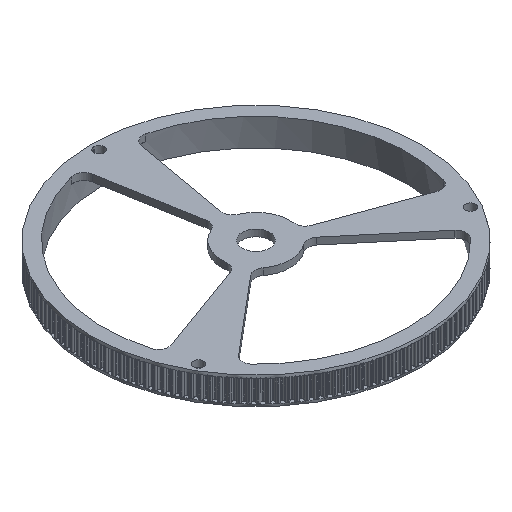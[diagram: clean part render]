
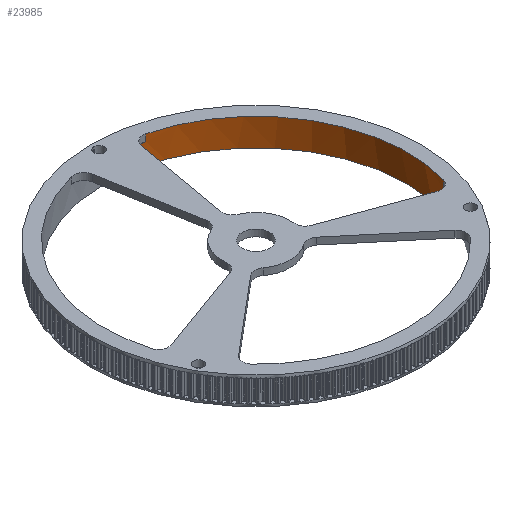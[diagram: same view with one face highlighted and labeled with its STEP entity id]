
A CAD part, isometric view. The second image highlights one B-rep face of the part: STEP entity #23985.
In plain terms, the highlighted cylindrical face has radius 44.5 mm (diameter 89 mm), a partial arc.
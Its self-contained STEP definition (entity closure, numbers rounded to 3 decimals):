
#945=FACE_OUTER_BOUND('',#2334,.T.);
#2334=EDGE_LOOP('',(#15973,#15974,#15975,#15976,#15977,#15978,#15979,#15980));
#3878=LINE('',#36390,#6037);
#3882=LINE('',#36404,#6041);
#3892=LINE('',#36433,#6051);
#3893=LINE('',#36437,#6052);
#6037=VECTOR('',#28347,10.);
#6041=VECTOR('',#28359,10.);
#6051=VECTOR('',#28389,10.);
#6052=VECTOR('',#28392,10.);
#8199=CIRCLE('',#25400,44.5);
#8202=CIRCLE('',#25404,44.5);
#8203=CIRCLE('',#25405,44.5);
#8204=CIRCLE('',#25406,44.5);
#9752=VERTEX_POINT('',#36386);
#9753=VERTEX_POINT('',#36388);
#9758=VERTEX_POINT('',#36401);
#9759=VERTEX_POINT('',#36403);
#9767=VERTEX_POINT('',#36430);
#9768=VERTEX_POINT('',#36432);
#9769=VERTEX_POINT('',#36434);
#9770=VERTEX_POINT('',#36436);
#12226=EDGE_CURVE('',#9753,#9752,#3878,.T.);
#12233=EDGE_CURVE('',#9759,#9758,#3882,.T.);
#12245=EDGE_CURVE('',#9752,#9758,#8199,.T.);
#12248=EDGE_CURVE('',#9753,#9767,#8202,.T.);
#12249=EDGE_CURVE('',#9768,#9767,#3892,.T.);
#12250=EDGE_CURVE('',#9769,#9768,#8203,.T.);
#12251=EDGE_CURVE('',#9770,#9769,#3893,.T.);
#12252=EDGE_CURVE('',#9770,#9759,#8204,.T.);
#15973=ORIENTED_EDGE('',*,*,#12226,.F.);
#15974=ORIENTED_EDGE('',*,*,#12248,.T.);
#15975=ORIENTED_EDGE('',*,*,#12249,.F.);
#15976=ORIENTED_EDGE('',*,*,#12250,.F.);
#15977=ORIENTED_EDGE('',*,*,#12251,.F.);
#15978=ORIENTED_EDGE('',*,*,#12252,.T.);
#15979=ORIENTED_EDGE('',*,*,#12233,.T.);
#15980=ORIENTED_EDGE('',*,*,#12245,.F.);
#23359=CYLINDRICAL_SURFACE('',#25403,44.5);
#23985=ADVANCED_FACE('',(#945),#23359,.F.);
#25400=AXIS2_PLACEMENT_3D('',#36426,#28379,#28380);
#25403=AXIS2_PLACEMENT_3D('',#36429,#28385,#28386);
#25404=AXIS2_PLACEMENT_3D('',#36431,#28387,#28388);
#25405=AXIS2_PLACEMENT_3D('',#36435,#28390,#28391);
#25406=AXIS2_PLACEMENT_3D('',#36438,#28393,#28394);
#28347=DIRECTION('',(0.,0.,-1.));
#28359=DIRECTION('',(0.,0.,-1.));
#28379=DIRECTION('center_axis',(0.,0.,
1.));
#28380=DIRECTION('ref_axis',(-1.,0.,0.));
#28385=DIRECTION('center_axis',(0.,0.,1.));
#28386=DIRECTION('ref_axis',(0.866,0.5,0.));
#28387=DIRECTION('center_axis',(0.,0.,
1.));
#28388=DIRECTION('ref_axis',(-1.,0.,0.));
#28389=DIRECTION('',(0.,0.,-1.));
#28390=DIRECTION('center_axis',(0.,0.,
-1.));
#28391=DIRECTION('ref_axis',(-1.,0.,0.));
#28392=DIRECTION('',(0.,0.,1.));
#28393=DIRECTION('center_axis',(0.,0.,
1.));
#28394=DIRECTION('ref_axis',(-1.,0.,0.));
#36386=CARTESIAN_POINT('',(-24.933,-165.512,128.944));
#36388=CARTESIAN_POINT('',(-24.933,-165.512,134.944));
#36390=CARTESIAN_POINT('',(-24.933,-165.512,136.944));
#36401=CARTESIAN_POINT('',(-63.471,-98.762,128.944));
#36403=CARTESIAN_POINT('',(-63.471,-98.762,134.944));
#36404=CARTESIAN_POINT('',(-63.471,-98.762,136.944));
#36426=CARTESIAN_POINT('Origin',(-63.471,-143.262,128.944));
#36429=CARTESIAN_POINT('Origin',(-63.471,-143.262,128.944));
#36430=CARTESIAN_POINT('',(-20.664,-155.419,134.944));
#36431=CARTESIAN_POINT('Origin',(-63.471,-143.262,134.944));
#36432=CARTESIAN_POINT('',(-20.664,-155.419,136.944));
#36433=CARTESIAN_POINT('',(-20.664,-155.419,128.944));
#36434=CARTESIAN_POINT('',(-52.596,-100.111,136.944));
#36435=CARTESIAN_POINT('Origin',(-63.471,-143.262,136.944));
#36436=CARTESIAN_POINT('',(-52.596,-100.111,134.944));
#36437=CARTESIAN_POINT('',(-52.596,-100.111,128.944));
#36438=CARTESIAN_POINT('Origin',(-63.471,-143.262,134.944));
